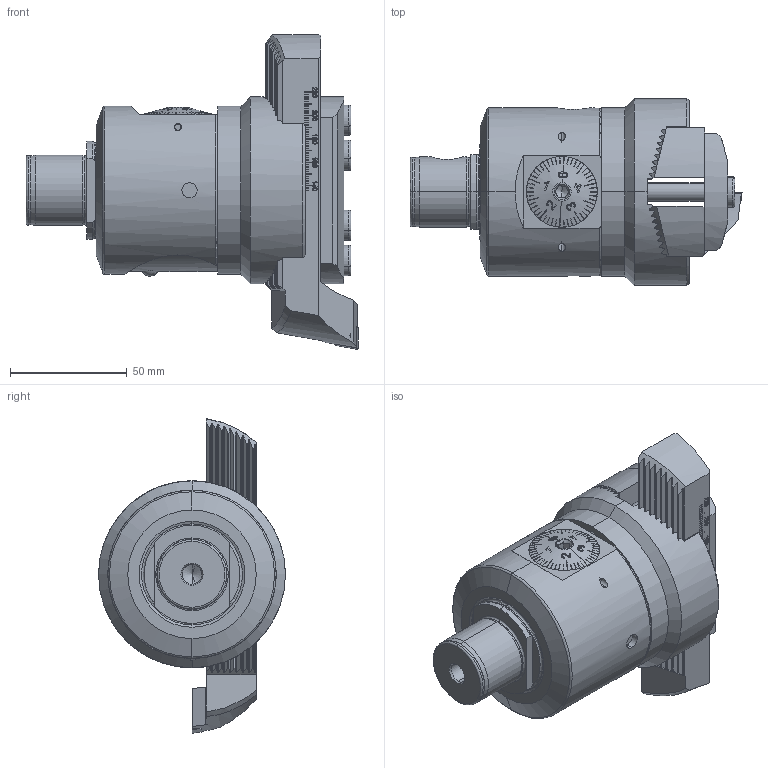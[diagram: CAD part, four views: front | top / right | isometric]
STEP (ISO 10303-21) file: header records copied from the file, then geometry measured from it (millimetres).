
FILE_DESCRIPTION (( 'STEP AP203' ), '1' );
FILE_NAME ('MB5-F00.K11.112.STEP', '2015-03-19T07:54:34', ( 'SwiAdmin' ), ( '' ), 'SwSTEP 2.0', 'SolidWorks 2012', '' );
FILE_SCHEMA (( 'CONFIG_CONTROL_DESIGN' ));
Length unit declared in the file: millimetre
Products named in the file (23): F00-BG1.001.046_A; MB5-F00.K10.112_B; MB5-F00.K11.112; F00-WCB.136.000; F00-WCB.136.003_B; F00-WCB.136.002_A; F00-WCB.136.001; CCMT09T304; WCB-ER2.001.009_A; F00-WCB.136.001_C; F00-ER1.101.045_A; ISO 4762 - M6 x 35_ISO 4762 M6 x 35; F00-BG5.001.037_B; KU1-U10.001.010; KU1-U10.001.010_2; KU1-U10.001.010_1; ISO 4762 - M8 x 60; DIN 3771 - 24x1.5; F00-BG6.001.008_A; ISO 2338 - 3 h8 x 6; F72-BG3.003.013_A; A55-BG3.002.016_A; A55-BG2.001.000_B
Assembly tree (31 placements, depth 4):
  MB5-F00.K11.112
    MB5-F00.K10.112_B
    F00-BG1.001.046_A
    A55-BG2.001.000_B
    A55-BG3.002.016_A
    F72-BG3.003.013_A
    ISO 2338 - 3 h8 x 6  x3
    F00-BG6.001.008_A  x2
    DIN 3771 - 24x1.5
    ISO 4762 - M8 x 60
    KU1-U10.001.010
      KU1-U10.001.010_1
      KU1-U10.001.010_2
    F00-BG5.001.037_B
    ISO 4762 - M6 x 35_ISO 4762 M6 x 35  x4
    F00-ER1.101.045_A  x4
    F00-WCB.136.000
      F00-WCB.136.001
        F00-WCB.136.001_C
        WCB-ER2.001.009_A
        CCMT09T304
      F00-WCB.136.002_A
      F00-WCB.136.003_B
Bounding box: 142.11 x 80 x 134.57 mm (x, y, z)
Volume: 457085.5 mm3; surface area: 120169.3 mm2
Topology: 28 solids, 28 shells, 1661 faces, 4213 edges, 2681 vertices
Faces by surface type: plane 863, cylinder 263, cone 236, bspline 209, torus 84, sphere 6
Entity records: 60076 total; most frequent: CARTESIAN_POINT 23985, ORIENTED_EDGE 7558, DIRECTION 5861, EDGE_CURVE 3779, VERTEX_POINT 2453, AXIS2_PLACEMENT_3D 1997, VECTOR 1867, LINE 1867
